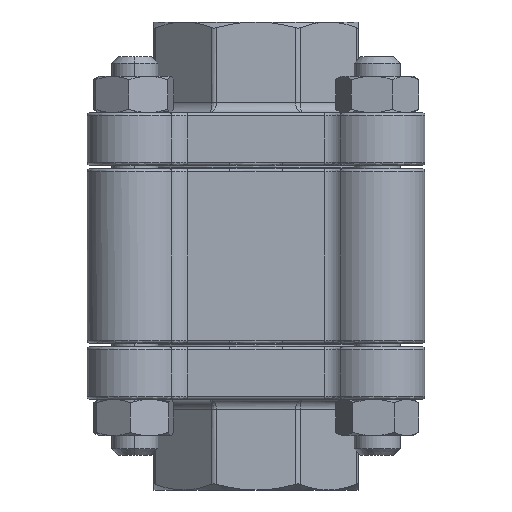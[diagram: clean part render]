
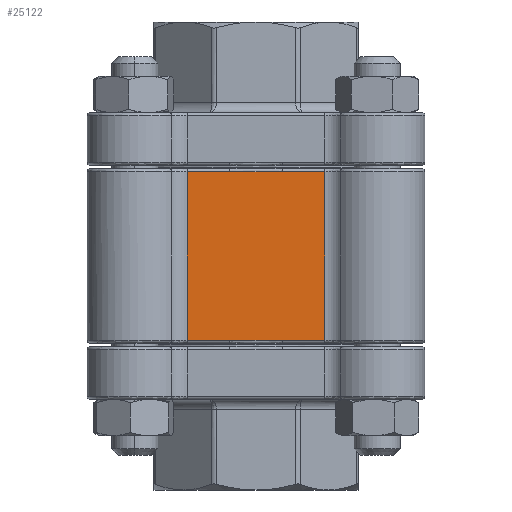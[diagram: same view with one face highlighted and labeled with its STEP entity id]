
A CAD part, front view. The second image highlights one B-rep face of the part: STEP entity #25122.
In plain terms, the highlighted planar face has unit normal (0, -1, 0).
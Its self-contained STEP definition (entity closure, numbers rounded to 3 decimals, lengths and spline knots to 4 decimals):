
#907 = B_SPLINE_CURVE_WITH_KNOTS ( 'NONE', 3,
 ( #7049, #38160, #47749, #29436, #20998, #3524, #56478, #38441, #29714, #7905, #25637, #39011, #16618, #47189, #56764, #52111, #56190, #12260 ),
 .UNSPECIFIED., .F., .F.,
 ( 4, 2, 2, 2, 2, 2, 2, 2, 4 ),
 ( 0., 0.125, 0.25, 0.375, 0.5, 0.625, 0.75, 0.875, 1. ),
 .UNSPECIFIED. ) ;
#3111 = CARTESIAN_POINT ( 'NONE',  ( -0.3125, -1.7232, -1.0039 ) ) ;
#3524 = CARTESIAN_POINT ( 'NONE',  ( -0.1304, -1.7232, 1.0119 ) ) ;
#4654 = DIRECTION ( 'NONE',  ( 0., 0., -1. ) ) ;
#4920 = CARTESIAN_POINT ( 'NONE',  ( -0.8236, -1.7232, -1.0039 ) ) ;
#6728 = EDGE_CURVE ( 'NONE', #54587, #7160, #7544, .T. ) ;
#7005 = VECTOR ( 'NONE', #26863, 39.3701 ) ;
#7049 = CARTESIAN_POINT ( 'NONE',  ( -0.3125, -1.7232, 1.0039 ) ) ;
#7160 = VERTEX_POINT ( 'NONE', #7292 ) ;
#7292 = CARTESIAN_POINT ( 'NONE',  ( -0.3125, -1.7232, -1.0039 ) ) ;
#7428 = VECTOR ( 'NONE', #35397, 39.3701 ) ;
#7525 = LINE ( 'NONE', #29622, #57550 ) ;
#7544 = B_SPLINE_CURVE_WITH_KNOTS ( 'NONE', 3,
 ( #15071, #15649, #16217, #50281, #32817, #33394, #50568, #41841, #10714, #24093, #30164, #29871, #8636, #11850, #20870, #25226, #29584, #3111 ),
 .UNSPECIFIED., .F., .F.,
 ( 4, 2, 2, 2, 2, 2, 2, 2, 4 ),
 ( 0., 0.125, 0.25, 0.375, 0.5, 0.625, 0.75, 0.875, 1. ),
 .UNSPECIFIED. ) ;
#7674 = FACE_OUTER_BOUND ( 'NONE', #48516, .T. ) ;
#7905 = CARTESIAN_POINT ( 'NONE',  ( 0.0258, -1.7232, 1.0164 ) ) ;
#8636 = CARTESIAN_POINT ( 'NONE',  ( -0.13, -1.7232, -1.0119 ) ) ;
#9197 = DIRECTION ( 'NONE',  ( -1., 0., 0. ) ) ;
#10714 = CARTESIAN_POINT ( 'NONE',  ( 0.0263, -1.7232, -1.0164 ) ) ;
#11552 = EDGE_CURVE ( 'NONE', #39362, #54587, #18042, .T. ) ;
#11755 = PLANE ( 'NONE',  #42464 ) ;
#11804 = CARTESIAN_POINT ( 'NONE',  ( 0.3125, -1.7232, -1.0039 ) ) ;
#11850 = CARTESIAN_POINT ( 'NONE',  ( -0.1821, -1.7232, -1.0088 ) ) ;
#12260 = CARTESIAN_POINT ( 'NONE',  ( 0.3125, -1.7232, 1.0039 ) ) ;
#12652 = ORIENTED_EDGE ( 'NONE', *, *, #12926, .F. ) ;
#12926 = EDGE_CURVE ( 'NONE', #30269, #27627, #53326, .T. ) ;
#15071 = CARTESIAN_POINT ( 'NONE',  ( 0.3125, -1.7232, -1.0039 ) ) ;
#15324 = ORIENTED_EDGE ( 'NONE', *, *, #22753, .F. ) ;
#15649 = CARTESIAN_POINT ( 'NONE',  ( 0.2865, -1.7232, -1.0039 ) ) ;
#16217 = CARTESIAN_POINT ( 'NONE',  ( 0.2605, -1.7232, -1.0048 ) ) ;
#16618 = CARTESIAN_POINT ( 'NONE',  ( 0.13, -1.7232, 1.0119 ) ) ;
#17659 = CARTESIAN_POINT ( 'NONE',  ( 0.8236, -1.7232, -1.063 ) ) ;
#17812 = EDGE_CURVE ( 'NONE', #37413, #25746, #7525, .T. ) ;
#18042 = LINE ( 'NONE', #22416, #57110 ) ;
#20870 = CARTESIAN_POINT ( 'NONE',  ( -0.2082, -1.7232, -1.0072 ) ) ;
#20998 = CARTESIAN_POINT ( 'NONE',  ( -0.1824, -1.7232, 1.0088 ) ) ;
#22414 = VECTOR ( 'NONE', #9197, 39.3701 ) ;
#22416 = CARTESIAN_POINT ( 'NONE',  ( -0.8236, -1.7232, -1.0039 ) ) ;
#22753 = EDGE_CURVE ( 'NONE', #25746, #39362, #44142, .T. ) ;
#23144 = LINE ( 'NONE', #26924, #22414 ) ;
#23372 = CARTESIAN_POINT ( 'NONE',  ( -0.8236, -1.7232, 1.0039 ) ) ;
#24093 = CARTESIAN_POINT ( 'NONE',  ( -0.0258, -1.7232, -1.0164 ) ) ;
#25122 = ADVANCED_FACE ( 'NONE', ( #7674 ), #11755, .F. ) ;
#25226 = CARTESIAN_POINT ( 'NONE',  ( -0.2603, -1.7232, -1.0048 ) ) ;
#25411 = CARTESIAN_POINT ( 'NONE',  ( -0.8236, -1.7232, -1.063 ) ) ;
#25637 = CARTESIAN_POINT ( 'NONE',  ( 0.0518, -1.7232, 1.0157 ) ) ;
#25746 = VERTEX_POINT ( 'NONE', #51985 ) ;
#26863 = DIRECTION ( 'NONE',  ( 1., 0., 0. ) ) ;
#26924 = CARTESIAN_POINT ( 'NONE',  ( -0.8236, -1.7232, -1.0039 ) ) ;
#27627 = VERTEX_POINT ( 'NONE', #41588 ) ;
#29374 = EDGE_CURVE ( 'NONE', #27627, #37413, #907, .T. ) ;
#29436 = CARTESIAN_POINT ( 'NONE',  ( -0.2084, -1.7232, 1.0072 ) ) ;
#29496 = DIRECTION ( 'NONE',  ( 0., 0., 1. ) ) ;
#29584 = CARTESIAN_POINT ( 'NONE',  ( -0.2864, -1.7232, -1.0039 ) ) ;
#29622 = CARTESIAN_POINT ( 'NONE',  ( -0.8236, -1.7232, 1.0039 ) ) ;
#29714 = CARTESIAN_POINT ( 'NONE',  ( -0.0263, -1.7232, 1.0164 ) ) ;
#29871 = CARTESIAN_POINT ( 'NONE',  ( -0.104, -1.7232, -1.0135 ) ) ;
#30045 = ORIENTED_EDGE ( 'NONE', *, *, #53069, .T. ) ;
#30164 = CARTESIAN_POINT ( 'NONE',  ( -0.0518, -1.7232, -1.0157 ) ) ;
#30269 = VERTEX_POINT ( 'NONE', #23372 ) ;
#31236 = CARTESIAN_POINT ( 'NONE',  ( -0.8236, -1.7232, 1.0039 ) ) ;
#32152 = LINE ( 'NONE', #54532, #35962 ) ;
#32817 = CARTESIAN_POINT ( 'NONE',  ( 0.1824, -1.7232, -1.0088 ) ) ;
#32911 = EDGE_CURVE ( 'NONE', #7160, #42152, #23144, .T. ) ;
#33394 = CARTESIAN_POINT ( 'NONE',  ( 0.1304, -1.7232, -1.0119 ) ) ;
#35397 = DIRECTION ( 'NONE',  ( 0., 0., -1. ) ) ;
#35790 = DIRECTION ( 'NONE',  ( -1., 0., 0. ) ) ;
#35962 = VECTOR ( 'NONE', #4654, 39.3701 ) ;
#37413 = VERTEX_POINT ( 'NONE', #49115 ) ;
#38160 = CARTESIAN_POINT ( 'NONE',  ( -0.2865, -1.7232, 1.0039 ) ) ;
#38441 = CARTESIAN_POINT ( 'NONE',  ( -0.0524, -1.7232, 1.0157 ) ) ;
#38638 = DIRECTION ( 'NONE',  ( 1., 0., 0. ) ) ;
#39011 = CARTESIAN_POINT ( 'NONE',  ( 0.104, -1.7232, 1.0135 ) ) ;
#39047 = CARTESIAN_POINT ( 'NONE',  ( 0.8236, -1.7232, -1.0039 ) ) ;
#39362 = VERTEX_POINT ( 'NONE', #39047 ) ;
#41031 = ORIENTED_EDGE ( 'NONE', *, *, #17812, .F. ) ;
#41588 = CARTESIAN_POINT ( 'NONE',  ( -0.3125, -1.7232, 1.0039 ) ) ;
#41841 = CARTESIAN_POINT ( 'NONE',  ( 0.0524, -1.7232, -1.0157 ) ) ;
#42152 = VERTEX_POINT ( 'NONE', #4920 ) ;
#42464 = AXIS2_PLACEMENT_3D ( 'NONE', #25411, #56532, #29496 ) ;
#44142 = LINE ( 'NONE', #17659, #7428 ) ;
#46657 = ORIENTED_EDGE ( 'NONE', *, *, #29374, .F. ) ;
#47189 = CARTESIAN_POINT ( 'NONE',  ( 0.1821, -1.7232, 1.0088 ) ) ;
#47749 = CARTESIAN_POINT ( 'NONE',  ( -0.2605, -1.7232, 1.0048 ) ) ;
#48516 = EDGE_LOOP ( 'NONE', ( #49883, #54862, #54386, #15324, #41031, #46657, #12652, #30045 ) ) ;
#49115 = CARTESIAN_POINT ( 'NONE',  ( 0.3125, -1.7232, 1.0039 ) ) ;
#49883 = ORIENTED_EDGE ( 'NONE', *, *, #32911, .F. ) ;
#50281 = CARTESIAN_POINT ( 'NONE',  ( 0.2084, -1.7232, -1.0072 ) ) ;
#50568 = CARTESIAN_POINT ( 'NONE',  ( 0.1044, -1.7232, -1.0135 ) ) ;
#51985 = CARTESIAN_POINT ( 'NONE',  ( 0.8236, -1.7232, 1.0039 ) ) ;
#52111 = CARTESIAN_POINT ( 'NONE',  ( 0.2603, -1.7232, 1.0048 ) ) ;
#53069 = EDGE_CURVE ( 'NONE', #30269, #42152, #32152, .T. ) ;
#53326 = LINE ( 'NONE', #31236, #7005 ) ;
#54386 = ORIENTED_EDGE ( 'NONE', *, *, #11552, .F. ) ;
#54532 = CARTESIAN_POINT ( 'NONE',  ( -0.8236, -1.7232, -1.063 ) ) ;
#54587 = VERTEX_POINT ( 'NONE', #11804 ) ;
#54862 = ORIENTED_EDGE ( 'NONE', *, *, #6728, .F. ) ;
#56190 = CARTESIAN_POINT ( 'NONE',  ( 0.2864, -1.7232, 1.0039 ) ) ;
#56478 = CARTESIAN_POINT ( 'NONE',  ( -0.1044, -1.7232, 1.0135 ) ) ;
#56532 = DIRECTION ( 'NONE',  ( 0., 1., 0. ) ) ;
#56764 = CARTESIAN_POINT ( 'NONE',  ( 0.2082, -1.7232, 1.0072 ) ) ;
#57110 = VECTOR ( 'NONE', #35790, 39.3701 ) ;
#57550 = VECTOR ( 'NONE', #38638, 39.3701 ) ;
